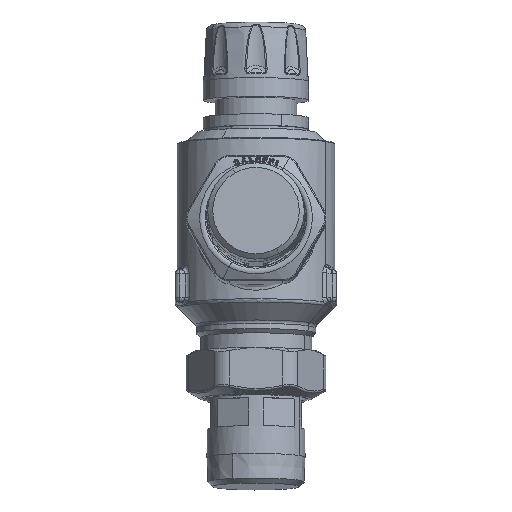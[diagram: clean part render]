
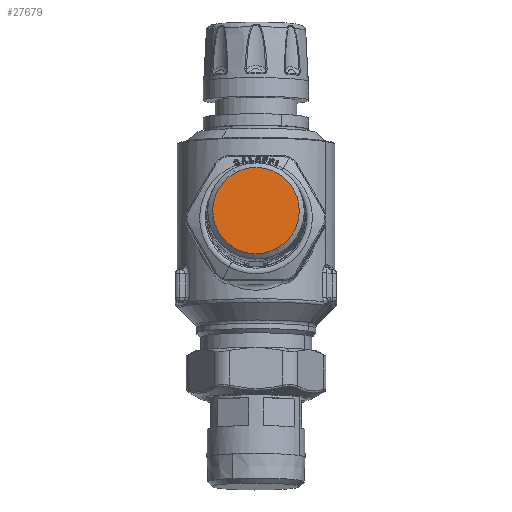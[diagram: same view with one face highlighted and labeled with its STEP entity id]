
A CAD part, top view. The second image highlights one B-rep face of the part: STEP entity #27679.
In plain terms, the highlighted planar face has unit normal (0, 0.077, 0.997).
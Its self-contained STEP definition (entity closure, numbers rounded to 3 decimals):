
#27656=CARTESIAN_POINT('Axis2P3D Location',(-0.005,126.335,106.98)) ;
#27661=CARTESIAN_POINT('Axis2P3D Location',(0.,105.838,108.569)) ;
#27665=CARTESIAN_POINT('Vertex',(8.87,89.66,109.824)) ;
#27667=CARTESIAN_POINT('Vertex',(-8.87,122.016,107.315)) ;
#27670=CARTESIAN_POINT('Axis2P3D Location',(0.,105.838,108.569)) ;
#27657=DIRECTION('Axis2P3D Direction',(0.,0.077,0.997)) ;
#27658=DIRECTION('Axis2P3D XDirection',(-1.,0.,0.)) ;
#27662=DIRECTION('Axis2P3D Direction',(0.,0.077,0.997)) ;
#27671=DIRECTION('Axis2P3D Direction',(0.,0.077,0.997)) ;
#27659=AXIS2_PLACEMENT_3D('Plane Axis2P3D',#27656,#27657,#27658) ;
#27663=AXIS2_PLACEMENT_3D('Circle Axis2P3D',#27661,#27662,$) ;
#27672=AXIS2_PLACEMENT_3D('Circle Axis2P3D',#27670,#27671,$) ;
#27676=ORIENTED_EDGE('',*,*,#27669,.T.) ;
#27677=ORIENTED_EDGE('',*,*,#27674,.T.) ;
#27679=ADVANCED_FACE('PartBody',(#27678),#27660,.T.) ;
#27664=CIRCLE('generated circle',#27663,18.492) ;
#27673=CIRCLE('generated circle',#27672,18.492) ;
#27669=EDGE_CURVE('',#27666,#27668,#27664,.T.) ;
#27674=EDGE_CURVE('',#27668,#27666,#27673,.T.) ;
#27675=EDGE_LOOP('',(#27676,#27677)) ;
#27678=FACE_OUTER_BOUND('',#27675,.T.) ;
#27660=PLANE('',#27659) ;
#27666=VERTEX_POINT('',#27665) ;
#27668=VERTEX_POINT('',#27667) ;
